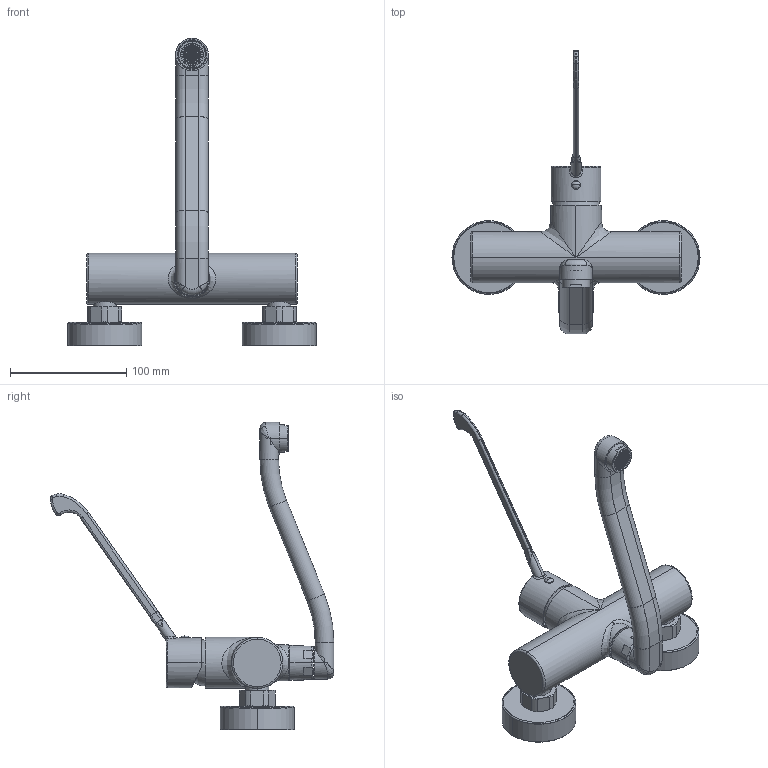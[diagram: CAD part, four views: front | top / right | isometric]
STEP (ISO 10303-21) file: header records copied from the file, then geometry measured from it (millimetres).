
FILE_DESCRIPTION((''),'2;1');
FILE_NAME('GR302CR','2021-11-04T08:17:34',('ut3'),('PAFFONI SpA'),'CREO PARAMETRIC BY PTC INC, 2020044','CREO PARAMETRIC BY PTC INC, 2020044','');
FILE_SCHEMA(('CONFIG_CONTROL_DESIGN','SHAPE_APPEARANCE_LAYERS_GROUPS'));
Length unit declared in the file: millimetre
Products named in the file (1): GR302CR
Bounding box: 213.5 x 243.98 x 264.5 mm (x, y, z)
Volume: 221450.4 mm3; surface area: 176570.4 mm2
Topology: 5 solids, 5 shells, 2847 faces, 8012 edges, 5162 vertices
Faces by surface type: plane 2008, cylinder 472, torus 125, bspline 100, cone 100, sphere 42
Entity records: 109076 total; most frequent: CARTESIAN_POINT 23584, ORIENTED_EDGE 15988, DIRECTION 15452, EDGE_CURVE 7994, AXIS2_PLACEMENT_3D 5204, VERTEX_POINT 5160, VECTOR 5044, LINE 5044
